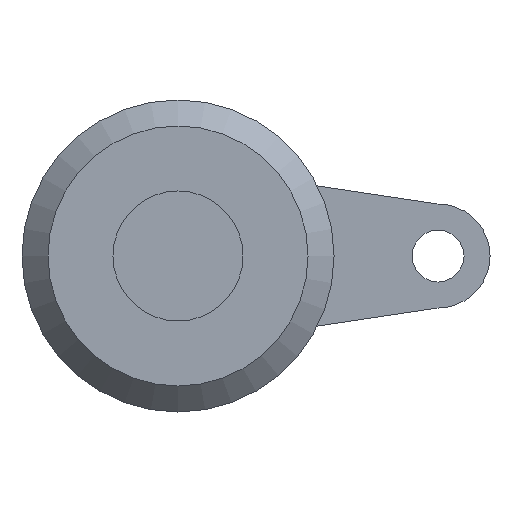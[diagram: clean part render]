
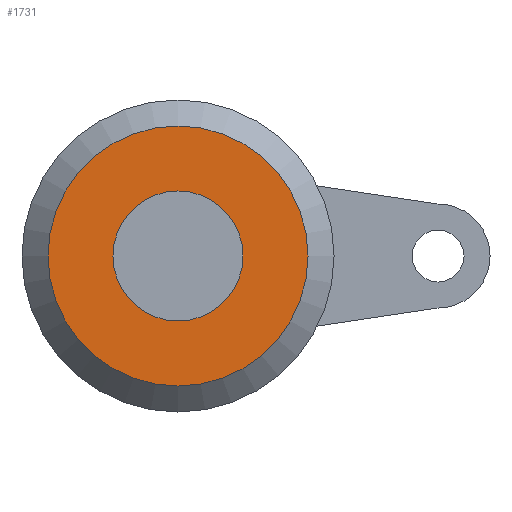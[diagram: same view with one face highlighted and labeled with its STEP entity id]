
A CAD part, front view. The second image highlights one B-rep face of the part: STEP entity #1731.
In plain terms, the highlighted planar face has unit normal (0, -1, 0).
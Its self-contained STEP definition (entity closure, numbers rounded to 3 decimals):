
#49=FACE_BOUND('',#255,.T.);
#60=PLANE('',#1856);
#153=FACE_OUTER_BOUND('',#254,.T.);
#254=EDGE_LOOP('',(#1272));
#255=EDGE_LOOP('',(#1273));
#333=CIRCLE('',#1851,5.);
#337=CIRCLE('',#1857,2.5);
#748=VERTEX_POINT('',#3565);
#752=VERTEX_POINT('',#3577);
#959=EDGE_CURVE('',#748,#748,#333,.T.);
#965=EDGE_CURVE('',#752,#752,#337,.T.);
#1272=ORIENTED_EDGE('',*,*,#959,.F.);
#1273=ORIENTED_EDGE('',*,*,#965,.T.);
#1731=ADVANCED_FACE('',(#153,#49),#60,.F.);
#1851=AXIS2_PLACEMENT_3D('',#3566,#2093,#2094);
#1856=AXIS2_PLACEMENT_3D('',#3576,#2105,#2106);
#1857=AXIS2_PLACEMENT_3D('',#3578,#2107,#2108);
#2093=DIRECTION('center_axis',(0.,1.,0.));
#2094=DIRECTION('ref_axis',(-1.,0.,0.));
#2105=DIRECTION('center_axis',(0.,1.,0.));
#2106=DIRECTION('ref_axis',(0.,0.,1.));
#2107=DIRECTION('center_axis',(0.,1.,0.));
#2108=DIRECTION('ref_axis',(-1.,0.,0.));
#3565=CARTESIAN_POINT('',(5.,-8.,0.));
#3566=CARTESIAN_POINT('Origin',(0.,-8.,0.));
#3576=CARTESIAN_POINT('Origin',(0.,-8.,0.));
#3577=CARTESIAN_POINT('',(2.5,-8.,0.));
#3578=CARTESIAN_POINT('Origin',(0.,-8.,0.));
